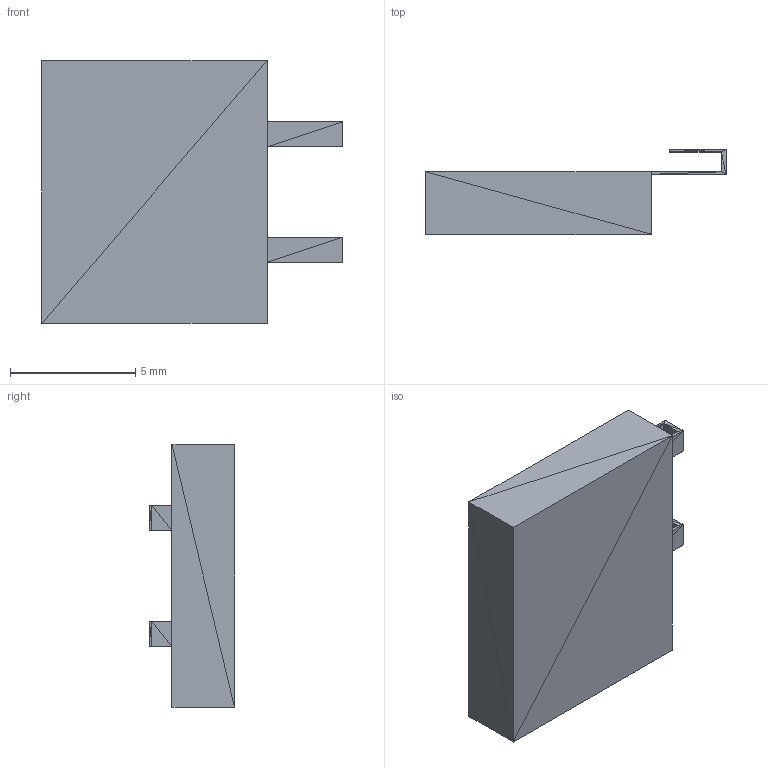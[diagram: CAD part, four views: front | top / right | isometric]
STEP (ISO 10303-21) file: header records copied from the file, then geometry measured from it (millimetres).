
FILE_DESCRIPTION((''),'2;1');
FILE_NAME('lipo', '2026-02-13T21:44:08', (''), (''), 'ImageToStl.com STEP Converter','', '');
FILE_SCHEMA(('AUTOMOTIVE_DESIGN_CC2'));
Length unit declared in the file: metre
Products named in the file (1): product0
Bounding box: 12 x 3.4 x 10.5 mm (x, y, z)
Surface area: 313 mm2 (no closed solid volume)
Topology: 0 solids, 76 shells, 76 faces, 228 edges, 40 vertices
Faces by surface type: plane 76
Entity records: 1780 total; most frequent: DIRECTION 382, ORIENTED_EDGE 228, EDGE_CURVE 228, LINE 228, VECTOR 228, AXIS2_PLACEMENT_3D 77, FACE_SURFACE 76, PLANE 76
